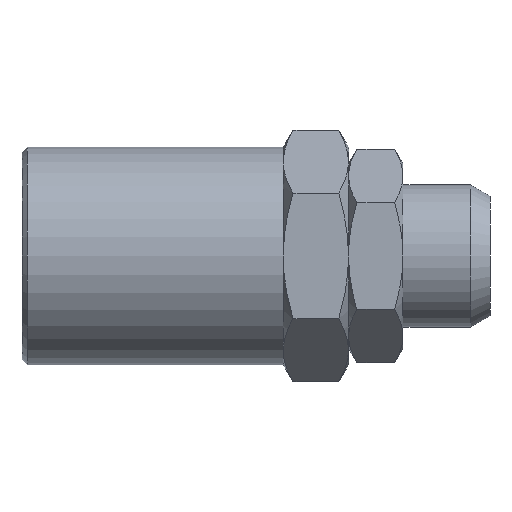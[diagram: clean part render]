
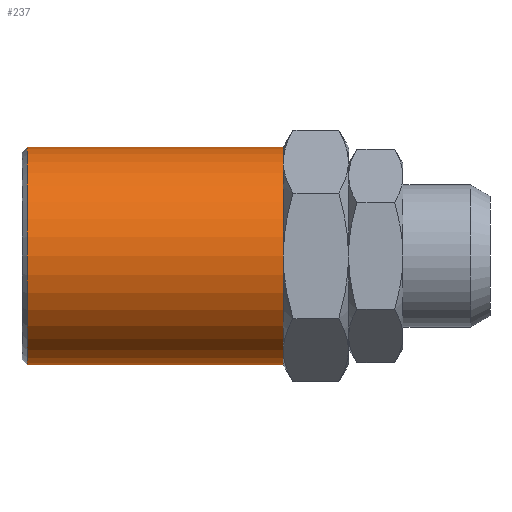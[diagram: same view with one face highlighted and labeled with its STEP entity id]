
A CAD part, left-side view. The second image highlights one B-rep face of the part: STEP entity #237.
In plain terms, the highlighted cylindrical face has radius 10 mm (diameter 20 mm), a full revolution.
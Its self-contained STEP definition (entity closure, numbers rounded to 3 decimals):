
#2 = DIRECTION ( 'NONE',  ( -0.5, 0., -0.866 ) ) ;
#25 = CARTESIAN_POINT ( 'NONE',  ( 10., 11., 0. ) ) ;
#72 = DIRECTION ( 'NONE',  ( 0., -1., 0. ) ) ;
#84 = AXIS2_PLACEMENT_3D ( 'NONE', #705, #1242, #688 ) ;
#86 = AXIS2_PLACEMENT_3D ( 'NONE', #1357, #812, #1377 ) ;
#99 = AXIS2_PLACEMENT_3D ( 'NONE', #351, #323, #312 ) ;
#117 = EDGE_CURVE ( 'NONE', #287, #287, #783, .T. ) ;
#158 = EDGE_CURVE ( 'NONE', #1523, #1499, #1010, .T. ) ;
#159 = EDGE_CURVE ( 'NONE', #1499, #1293, #1007, .T. ) ;
#165 = EDGE_CURVE ( 'NONE', #1410, #1507, #983, .T. ) ;
#166 = EDGE_CURVE ( 'NONE', #1293, #1185, #990, .T. ) ;
#168 = EDGE_CURVE ( 'NONE', #1185, #1410, #989, .T. ) ;
#195 = DIRECTION ( 'NONE',  ( 0., 0., -1. ) ) ;
#206 = EDGE_CURVE ( 'NONE', #1507, #1523, #964, .T. ) ;
#237 = ADVANCED_FACE ( 'NONE', ( #898, #905 ), #894, .T. ) ;
#243 = CARTESIAN_POINT ( 'NONE',  ( -5., 11., 8.66 ) ) ;
#287 = VERTEX_POINT ( 'NONE', #1600 ) ;
#307 = CARTESIAN_POINT ( 'NONE',  ( 0., 34.5, 0. ) ) ;
#312 = DIRECTION ( 'NONE',  ( -0.5, 0., -0.866 ) ) ;
#323 = DIRECTION ( 'NONE',  ( 0., 1., 0. ) ) ;
#350 = EDGE_LOOP ( 'NONE', ( #1144, #1165, #1159, #1306, #508, #464 ) ) ;
#351 = CARTESIAN_POINT ( 'NONE',  ( 0., 34.5, 0. ) ) ;
#439 = CARTESIAN_POINT ( 'NONE',  ( 5., 11., -8.66 ) ) ;
#455 = EDGE_LOOP ( 'NONE', ( #1571 ) ) ;
#464 = ORIENTED_EDGE ( 'NONE', *, *, #206, .T. ) ;
#508 = ORIENTED_EDGE ( 'NONE', *, *, #165, .T. ) ;
#524 = DIRECTION ( 'NONE',  ( -0.5, 0., -0.866 ) ) ;
#688 = DIRECTION ( 'NONE',  ( -0.5, 0., -0.866 ) ) ;
#690 = DIRECTION ( 'NONE',  ( 0., 1., 0. ) ) ;
#692 = DIRECTION ( 'NONE',  ( 0., 1., 0. ) ) ;
#694 = CARTESIAN_POINT ( 'NONE',  ( 0., 11., 0. ) ) ;
#705 = CARTESIAN_POINT ( 'NONE',  ( 0., 11., 0. ) ) ;
#783 = CIRCLE ( 'NONE', #99, 10. ) ;
#812 = DIRECTION ( 'NONE',  ( 0., 1., 0. ) ) ;
#827 = AXIS2_PLACEMENT_3D ( 'NONE', #936, #690, #2 ) ;
#840 = AXIS2_PLACEMENT_3D ( 'NONE', #956, #949, #943 ) ;
#842 = AXIS2_PLACEMENT_3D ( 'NONE', #994, #984, #974 ) ;
#894 = CYLINDRICAL_SURFACE ( 'NONE', #1177, 10. ) ;
#898 = FACE_OUTER_BOUND ( 'NONE', #350, .T. ) ;
#905 = FACE_OUTER_BOUND ( 'NONE', #455, .T. ) ;
#936 = CARTESIAN_POINT ( 'NONE',  ( 0., 11., 0. ) ) ;
#943 = DIRECTION ( 'NONE',  ( -0.5, 0., -0.866 ) ) ;
#949 = DIRECTION ( 'NONE',  ( 0., 1., 0. ) ) ;
#956 = CARTESIAN_POINT ( 'NONE',  ( 0., 11., 0. ) ) ;
#964 = CIRCLE ( 'NONE', #1613, 10. ) ;
#974 = DIRECTION ( 'NONE',  ( -0.5, 0., -0.866 ) ) ;
#983 = CIRCLE ( 'NONE', #842, 10. ) ;
#984 = DIRECTION ( 'NONE',  ( 0., 1., 0. ) ) ;
#989 = CIRCLE ( 'NONE', #827, 10. ) ;
#990 = CIRCLE ( 'NONE', #840, 10. ) ;
#994 = CARTESIAN_POINT ( 'NONE',  ( 0., 11., 0. ) ) ;
#1007 = CIRCLE ( 'NONE', #84, 10. ) ;
#1010 = CIRCLE ( 'NONE', #86, 10. ) ;
#1051 = CARTESIAN_POINT ( 'NONE',  ( 5., 11., 8.66 ) ) ;
#1144 = ORIENTED_EDGE ( 'NONE', *, *, #158, .T. ) ;
#1159 = ORIENTED_EDGE ( 'NONE', *, *, #166, .T. ) ;
#1165 = ORIENTED_EDGE ( 'NONE', *, *, #159, .T. ) ;
#1177 = AXIS2_PLACEMENT_3D ( 'NONE', #307, #72, #195 ) ;
#1185 = VERTEX_POINT ( 'NONE', #243 ) ;
#1228 = CARTESIAN_POINT ( 'NONE',  ( -5., 11., -8.66 ) ) ;
#1242 = DIRECTION ( 'NONE',  ( 0., 1., 0. ) ) ;
#1293 = VERTEX_POINT ( 'NONE', #1555 ) ;
#1306 = ORIENTED_EDGE ( 'NONE', *, *, #168, .T. ) ;
#1357 = CARTESIAN_POINT ( 'NONE',  ( 0., 11., 0. ) ) ;
#1377 = DIRECTION ( 'NONE',  ( -0.5, 0., -0.866 ) ) ;
#1410 = VERTEX_POINT ( 'NONE', #1051 ) ;
#1499 = VERTEX_POINT ( 'NONE', #1228 ) ;
#1507 = VERTEX_POINT ( 'NONE', #25 ) ;
#1523 = VERTEX_POINT ( 'NONE', #439 ) ;
#1555 = CARTESIAN_POINT ( 'NONE',  ( -10., 11., 0. ) ) ;
#1571 = ORIENTED_EDGE ( 'NONE', *, *, #117, .F. ) ;
#1600 = CARTESIAN_POINT ( 'NONE',  ( -5., 34.5, -8.66 ) ) ;
#1613 = AXIS2_PLACEMENT_3D ( 'NONE', #694, #692, #524 ) ;
